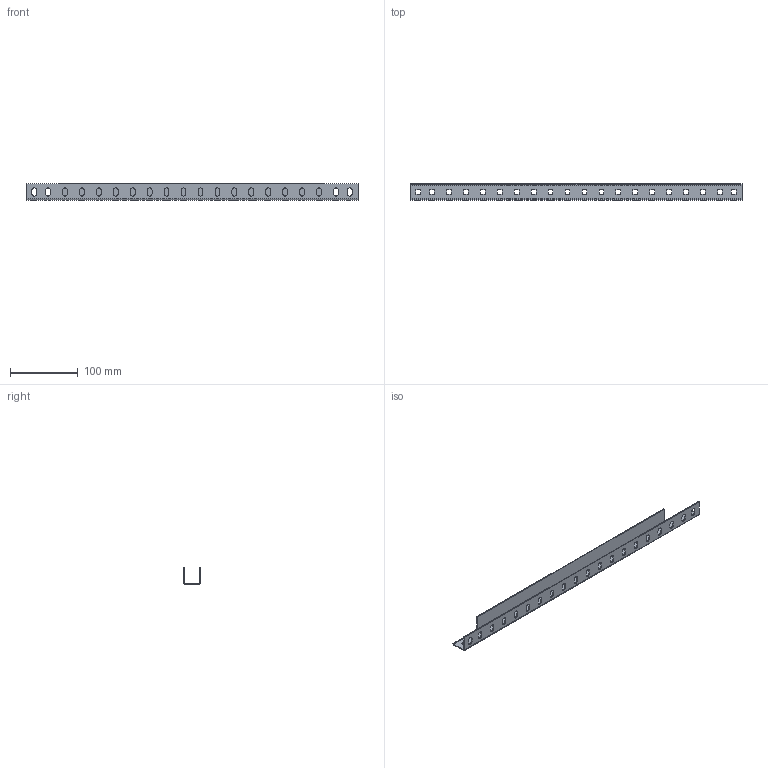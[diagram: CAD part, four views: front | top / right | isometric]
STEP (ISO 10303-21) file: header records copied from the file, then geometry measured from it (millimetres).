
FILE_DESCRIPTION (( 'STEP AP214' ), '1' );
FILE_NAME ('YKV-BPP-600 Áîêîâîé Ï-ïðîôèëü äëÿ ÂÐÓ ÕÕÕÕõÕÕÕõ600 SMART (êîìï. 2øò.).STEP', '2020-02-19T08:39:09', ( '' ), ( '' ), 'SwSTEP 2.0', 'SolidWorks 2017', '' );
FILE_SCHEMA (( 'AUTOMOTIVE_DESIGN' ));
Length unit declared in the file: millimetre
Products named in the file (1): YKV-BPP-600 Áîêîâîé Ï-ïðîôèëü äëÿ ÂÐÓ ÕÕÕÕõÕÕÕõ600 SMART (êîìï. 2øò.)
Bounding box: 490 x 24.5 x 25 mm (x, y, z)
Volume: 44290.8 mm3; surface area: 62534.1 mm2
Topology: 1 solids, 1 shells, 206 faces, 596 edges, 392 vertices
Faces by surface type: plane 142, cylinder 64
Entity records: 6938 total; most frequent: CARTESIAN_POINT 1195, ORIENTED_EDGE 1192, DIRECTION 1142, EDGE_CURVE 596, LINE 464, VECTOR 464, VERTEX_POINT 392, AXIS2_PLACEMENT_3D 339
